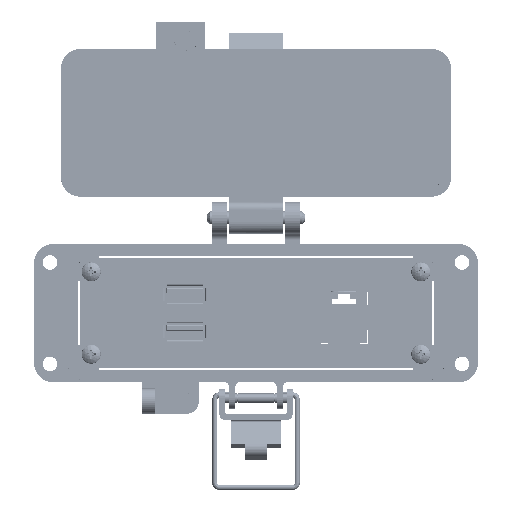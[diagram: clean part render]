
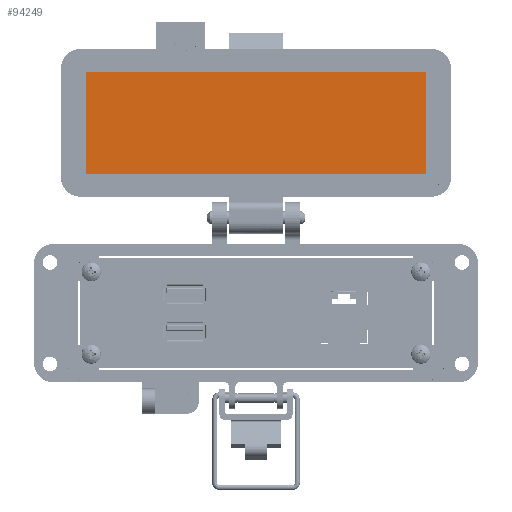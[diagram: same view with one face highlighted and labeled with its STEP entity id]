
A CAD part, top view. The second image highlights one B-rep face of the part: STEP entity #94249.
In plain terms, the highlighted planar face has unit normal (0, 0, 1).
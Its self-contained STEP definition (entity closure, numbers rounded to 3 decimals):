
#1836 = VECTOR ( 'NONE', #82995, 1000. ) ;
#4099 = DIRECTION ( 'NONE',  ( -1., 0., 0. ) ) ;
#6958 = ORIENTED_EDGE ( 'NONE', *, *, #30317, .F. ) ;
#7789 = VECTOR ( 'NONE', #43035, 1000. ) ;
#9396 = DIRECTION ( 'NONE',  ( 0., -1., 0. ) ) ;
#18289 = LINE ( 'NONE', #64881, #46645 ) ;
#24574 = EDGE_LOOP ( 'NONE', ( #64257, #46197, #52339, #6958 ) ) ;
#30317 = EDGE_CURVE ( 'NONE', #31814, #78743, #37910, .T. ) ;
#31814 = VERTEX_POINT ( 'NONE', #45742 ) ;
#34325 = EDGE_CURVE ( 'NONE', #46339, #31814, #58845, .T. ) ;
#35091 = CARTESIAN_POINT ( 'NONE',  ( -8.5, 83.154, -25.55 ) ) ;
#37768 = DIRECTION ( 'NONE',  ( 0., 0., 1. ) ) ;
#37910 = LINE ( 'NONE', #68598, #1836 ) ;
#40855 = LINE ( 'NONE', #64090, #88645 ) ;
#43035 = DIRECTION ( 'NONE',  ( 1., 0., 0. ) ) ;
#45742 = CARTESIAN_POINT ( 'NONE',  ( 53.75, 83.154, -25.55 ) ) ;
#46197 = ORIENTED_EDGE ( 'NONE', *, *, #78817, .F. ) ;
#46339 = VERTEX_POINT ( 'NONE', #84481 ) ;
#46645 = VECTOR ( 'NONE', #48570, 1000. ) ;
#47153 = FACE_OUTER_BOUND ( 'NONE', #24574, .T. ) ;
#48570 = DIRECTION ( 'NONE',  ( 0., 1., 0. ) ) ;
#52339 = ORIENTED_EDGE ( 'NONE', *, *, #55516, .F. ) ;
#52641 = AXIS2_PLACEMENT_3D ( 'NONE', #68929, #37768, #9396 ) ;
#53302 = CARTESIAN_POINT ( 'NONE',  ( -53.75, 51.154, -25.55 ) ) ;
#54998 = CARTESIAN_POINT ( 'NONE',  ( 53.75, 51.154, -25.55 ) ) ;
#55516 = EDGE_CURVE ( 'NONE', #78743, #83799, #40855, .T. ) ;
#58845 = LINE ( 'NONE', #35091, #7789 ) ;
#64090 = CARTESIAN_POINT ( 'NONE',  ( 42., 51.154, -25.55 ) ) ;
#64257 = ORIENTED_EDGE ( 'NONE', *, *, #34325, .F. ) ;
#64881 = CARTESIAN_POINT ( 'NONE',  ( -53.75, 67.154, -25.55 ) ) ;
#68598 = CARTESIAN_POINT ( 'NONE',  ( 53.75, 67.154, -25.55 ) ) ;
#68929 = CARTESIAN_POINT ( 'NONE',  ( -8.5, 67.154, -25.55 ) ) ;
#69894 = PLANE ( 'NONE',  #52641 ) ;
#78743 = VERTEX_POINT ( 'NONE', #54998 ) ;
#78817 = EDGE_CURVE ( 'NONE', #83799, #46339, #18289, .T. ) ;
#82995 = DIRECTION ( 'NONE',  ( 0., -1., 0. ) ) ;
#83799 = VERTEX_POINT ( 'NONE', #53302 ) ;
#84481 = CARTESIAN_POINT ( 'NONE',  ( -53.75, 83.154, -25.55 ) ) ;
#88645 = VECTOR ( 'NONE', #4099, 1000. ) ;
#94249 = ADVANCED_FACE ( 'NONE', ( #47153 ), #69894, .T. ) ;
